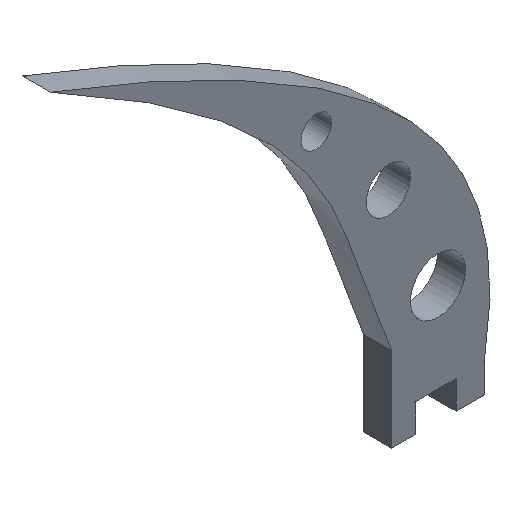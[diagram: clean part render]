
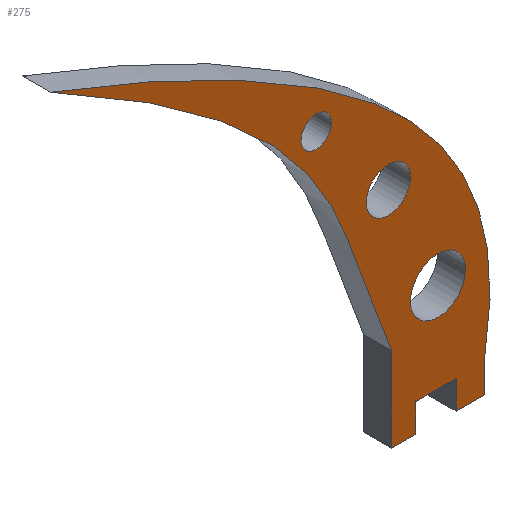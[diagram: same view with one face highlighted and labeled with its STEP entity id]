
A CAD part, isometric view. The second image highlights one B-rep face of the part: STEP entity #275.
In plain terms, the highlighted planar face has unit normal (0, -1, 0).
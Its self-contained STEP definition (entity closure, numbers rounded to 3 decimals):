
#15=FACE_BOUND('',#63,.T.);
#16=FACE_BOUND('',#64,.T.);
#17=FACE_BOUND('',#65,.T.);
#22=(
BOUNDED_CURVE()
B_SPLINE_CURVE(5,(#499,#500,#501,#502,#503,#504,#505,#506,#507,#508,#509,
#510,#511,#512,#513,#514,#515,#516,#517,#518),.UNSPECIFIED.,.F.,.F.)
B_SPLINE_CURVE_WITH_KNOTS((6,1,1,1,1,1,1,1,1,1,1,1,1,1,1,6),(-1.,-0.933,
-0.867,-0.8,-0.733,-0.667,-0.6,-0.533,
-0.467,-0.4,-0.333,-0.267,-0.2,-0.133,
-0.067,0.),.UNSPECIFIED.)
CURVE()
GEOMETRIC_REPRESENTATION_ITEM()
RATIONAL_B_SPLINE_CURVE((1.,1.,1.,1.,1.,1.,1.,1.,1.,1.,1.,1.,1.,1.,1.,1.,
1.,1.,1.,1.))
REPRESENTATION_ITEM('')
);
#24=(
BOUNDED_CURVE()
B_SPLINE_CURVE(5,(#565,#566,#567,#568,#569,#570,#571,#572,#573,#574,#575,
#576,#577,#578,#579),.UNSPECIFIED.,.F.,.F.)
B_SPLINE_CURVE_WITH_KNOTS((6,1,1,1,1,1,1,1,1,1,6),(0.,0.1,0.2,0.3,0.4,0.5,
0.6,0.7,0.8,0.9,1.),.UNSPECIFIED.)
CURVE()
GEOMETRIC_REPRESENTATION_ITEM()
RATIONAL_B_SPLINE_CURVE((1.,1.,1.,1.,1.,1.,1.,1.,1.,1.,1.,1.,1.,1.,1.))
REPRESENTATION_ITEM('')
);
#27=CIRCLE('',#298,3.926);
#29=CIRCLE('',#301,4.895);
#31=CIRCLE('',#304,2.707);
#48=FACE_OUTER_BOUND('',#62,.T.);
#62=EDGE_LOOP('',(#230,#231,#232,#233,#234,#235,#236,#237,#238));
#63=EDGE_LOOP('',(#239));
#64=EDGE_LOOP('',(#240));
#65=EDGE_LOOP('',(#241));
#71=LINE('',#379,#97);
#77=LINE('',#391,#103);
#79=LINE('',#394,#105);
#81=LINE('',#400,#107);
#84=LINE('',#406,#110);
#87=LINE('',#411,#113);
#93=LINE('',#435,#119);
#97=VECTOR('',#314,10.);
#103=VECTOR('',#322,10.);
#105=VECTOR('',#326,10.);
#107=VECTOR('',#330,10.);
#110=VECTOR('',#335,10.);
#113=VECTOR('',#340,10.);
#119=VECTOR('',#366,10.);
#123=VERTEX_POINT('',#376);
#124=VERTEX_POINT('',#378);
#127=VERTEX_POINT('',#385);
#129=VERTEX_POINT('',#389);
#130=VERTEX_POINT('',#396);
#132=VERTEX_POINT('',#399);
#134=VERTEX_POINT('',#405);
#136=VERTEX_POINT('',#414);
#138=VERTEX_POINT('',#420);
#140=VERTEX_POINT('',#426);
#143=VERTEX_POINT('',#434);
#145=VERTEX_POINT('',#498);
#147=EDGE_CURVE('',#123,#124,#71,.T.);
#153=EDGE_CURVE('',#127,#129,#77,.T.);
#155=EDGE_CURVE('',#124,#129,#79,.T.);
#157=EDGE_CURVE('',#130,#132,#81,.T.);
#160=EDGE_CURVE('',#132,#134,#84,.T.);
#163=EDGE_CURVE('',#130,#127,#87,.T.);
#165=EDGE_CURVE('',#136,#136,#27,.T.);
#168=EDGE_CURVE('',#138,#138,#29,.T.);
#171=EDGE_CURVE('',#140,#140,#31,.T.);
#175=EDGE_CURVE('',#143,#134,#93,.T.);
#178=EDGE_CURVE('',#145,#143,#22,.T.);
#181=EDGE_CURVE('',#123,#145,#24,.T.);
#230=ORIENTED_EDGE('',*,*,#181,.T.);
#231=ORIENTED_EDGE('',*,*,#178,.T.);
#232=ORIENTED_EDGE('',*,*,#175,.T.);
#233=ORIENTED_EDGE('',*,*,#160,.F.);
#234=ORIENTED_EDGE('',*,*,#157,.F.);
#235=ORIENTED_EDGE('',*,*,#163,.T.);
#236=ORIENTED_EDGE('',*,*,#153,.T.);
#237=ORIENTED_EDGE('',*,*,#155,.F.);
#238=ORIENTED_EDGE('',*,*,#147,.F.);
#239=ORIENTED_EDGE('',*,*,#165,.T.);
#240=ORIENTED_EDGE('',*,*,#168,.T.);
#241=ORIENTED_EDGE('',*,*,#171,.T.);
#261=PLANE('',#307);
#275=ADVANCED_FACE('',(#48,#15,#16,#17),#261,.T.);
#298=AXIS2_PLACEMENT_3D('',#415,#344,#345);
#301=AXIS2_PLACEMENT_3D('',#421,#351,#352);
#304=AXIS2_PLACEMENT_3D('',#427,#358,#359);
#307=AXIS2_PLACEMENT_3D('',#580,#369,#370);
#314=DIRECTION('',(0.,0.,-1.));
#322=DIRECTION('',(0.,0.,-1.));
#326=DIRECTION('',(-1.,0.,0.));
#330=DIRECTION('',(0.,0.,-1.));
#335=DIRECTION('',(-1.,0.,0.));
#340=DIRECTION('',(1.,0.,0.));
#344=DIRECTION('center_axis',(0.,1.,0.));
#345=DIRECTION('ref_axis',(1.,0.,0.));
#351=DIRECTION('center_axis',(0.,1.,0.));
#352=DIRECTION('ref_axis',(1.,0.,0.));
#358=DIRECTION('center_axis',(0.,1.,0.));
#359=DIRECTION('ref_axis',(1.,0.,0.));
#366=DIRECTION('',(0.,0.,-1.));
#369=DIRECTION('center_axis',(0.,-1.,0.));
#370=DIRECTION('ref_axis',(1.,0.,0.));
#376=CARTESIAN_POINT('',(67.,-18.685,160.));
#378=CARTESIAN_POINT('',(67.,-18.685,155.));
#379=CARTESIAN_POINT('',(67.,-18.685,160.));
#385=CARTESIAN_POINT('',(62.,-18.685,160.));
#389=CARTESIAN_POINT('',(62.,-18.685,155.));
#391=CARTESIAN_POINT('',(62.,-18.685,160.));
#394=CARTESIAN_POINT('',(67.,-18.685,155.));
#396=CARTESIAN_POINT('',(54.88,-18.685,160.));
#399=CARTESIAN_POINT('',(54.88,-18.685,155.));
#400=CARTESIAN_POINT('',(54.88,-18.685,160.));
#405=CARTESIAN_POINT('',(50.6,-18.685,155.));
#406=CARTESIAN_POINT('',(54.88,-18.685,155.));
#411=CARTESIAN_POINT('',(67.,-18.685,160.));
#414=CARTESIAN_POINT('',(46.074,-18.685,195.));
#415=CARTESIAN_POINT('Origin',(50.,-18.685,195.));
#420=CARTESIAN_POINT('',(53.905,-18.685,175.906));
#421=CARTESIAN_POINT('Origin',(58.8,-18.685,175.906));
#426=CARTESIAN_POINT('',(34.491,-18.685,210.35));
#427=CARTESIAN_POINT('Origin',(37.198,-18.685,210.35));
#434=CARTESIAN_POINT('',(50.6,-18.685,170.));
#435=CARTESIAN_POINT('',(50.6,-18.685,160.));
#498=CARTESIAN_POINT('',(-10.,-18.685,240.));
#499=CARTESIAN_POINT('Ctrl Pts',(-10.,-18.685,240.));
#500=CARTESIAN_POINT('Ctrl Pts',(-8.083,-18.685,238.959));
#501=CARTESIAN_POINT('Ctrl Pts',(-4.333,-18.685,236.88));
#502=CARTESIAN_POINT('Ctrl Pts',(1.038,-18.685,233.774));
#503=CARTESIAN_POINT('Ctrl Pts',(7.688,-18.685,229.657));
#504=CARTESIAN_POINT('Ctrl Pts',(15.127,-18.685,224.553));
#505=CARTESIAN_POINT('Ctrl Pts',(21.666,-18.685,219.494));
#506=CARTESIAN_POINT('Ctrl Pts',(27.286,-18.685,214.487));
#507=CARTESIAN_POINT('Ctrl Pts',(31.984,-18.685,209.539));
#508=CARTESIAN_POINT('Ctrl Pts',(35.791,-18.685,204.662));
#509=CARTESIAN_POINT('Ctrl Pts',(38.789,-18.685,199.871));
#510=CARTESIAN_POINT('Ctrl Pts',(41.132,-18.685,195.182));
#511=CARTESIAN_POINT('Ctrl Pts',(43.006,-18.685,190.612));
#512=CARTESIAN_POINT('Ctrl Pts',(44.6,-18.685,186.179));
#513=CARTESIAN_POINT('Ctrl Pts',(46.078,-18.685,181.895));
#514=CARTESIAN_POINT('Ctrl Pts',(47.542,-18.685,177.765));
#515=CARTESIAN_POINT('Ctrl Pts',(48.74,-18.685,174.584));
#516=CARTESIAN_POINT('Ctrl Pts',(49.661,-18.685,172.266));
#517=CARTESIAN_POINT('Ctrl Pts',(50.286,-18.685,170.75));
#518=CARTESIAN_POINT('Ctrl Pts',(50.6,-18.685,170.));
#565=CARTESIAN_POINT('Ctrl Pts',(67.,-18.685,160.));
#566=CARTESIAN_POINT('Ctrl Pts',(67.392,-18.685,162.01));
#567=CARTESIAN_POINT('Ctrl Pts',(67.994,-18.685,165.99));
#568=CARTESIAN_POINT('Ctrl Pts',(68.345,-18.685,171.844));
#569=CARTESIAN_POINT('Ctrl Pts',(67.693,-18.685,179.412));
#570=CARTESIAN_POINT('Ctrl Pts',(64.902,-18.685,188.453));
#571=CARTESIAN_POINT('Ctrl Pts',(60.013,-18.685,197.049));
#572=CARTESIAN_POINT('Ctrl Pts',(52.955,-18.685,205.186));
#573=CARTESIAN_POINT('Ctrl Pts',(43.829,-18.685,212.883));
#574=CARTESIAN_POINT('Ctrl Pts',(32.824,-18.685,220.182));
#575=CARTESIAN_POINT('Ctrl Pts',(20.14,-18.685,227.126));
#576=CARTESIAN_POINT('Ctrl Pts',(8.784,-18.685,232.424));
#577=CARTESIAN_POINT('Ctrl Pts',(-0.366,-18.685,236.263));
#578=CARTESIAN_POINT('Ctrl Pts',(-6.743,-18.685,238.764));
#579=CARTESIAN_POINT('Ctrl Pts',(-10.,-18.685,240.));
#580=CARTESIAN_POINT('Origin',(29.248,-18.685,178.131));
